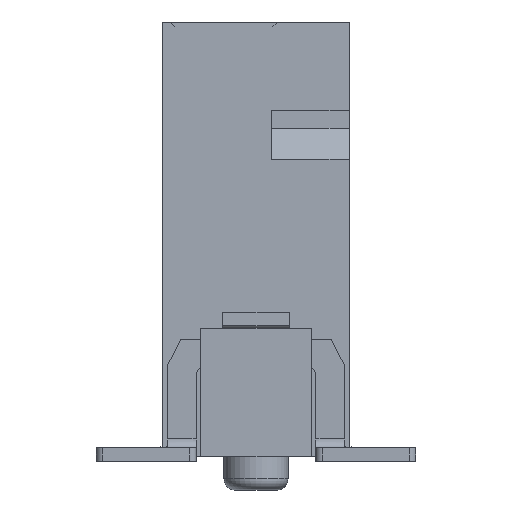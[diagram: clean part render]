
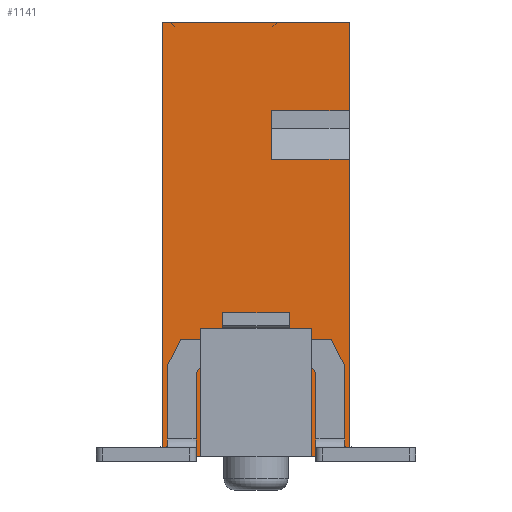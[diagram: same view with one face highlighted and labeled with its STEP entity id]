
A CAD part, left-side view. The second image highlights one B-rep face of the part: STEP entity #1141.
In plain terms, the highlighted planar face has unit normal (-1, 0, 0).
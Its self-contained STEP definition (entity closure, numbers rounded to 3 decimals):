
#125=CARTESIAN_POINT('',(-22.955,2.1,9.8));
#126=VERTEX_POINT('',#125);
#133=CARTESIAN_POINT('',(-22.955,-2.1,9.8));
#134=VERTEX_POINT('',#133);
#135=CARTESIAN_POINT('',(-22.955,2.1,9.8));
#136=DIRECTION('',(0.,-1.,0.));
#137=VECTOR('',#136,4.2);
#138=LINE('',#135,#137);
#139=EDGE_CURVE('',#126,#134,#138,.T.);
#471=CARTESIAN_POINT('',(-22.955,-2.1,6.71));
#472=VERTEX_POINT('',#471);
#489=CARTESIAN_POINT('',(-22.955,-0.35,6.71));
#490=VERTEX_POINT('',#489);
#497=CARTESIAN_POINT('',(-22.955,-0.35,6.71));
#498=DIRECTION('',(0.,-1.,0.));
#499=VECTOR('',#498,1.75);
#500=LINE('',#497,#499);
#501=EDGE_CURVE('',#490,#472,#500,.T.);
#511=CARTESIAN_POINT('',(-22.955,-0.35,7.8));
#512=VERTEX_POINT('',#511);
#513=CARTESIAN_POINT('',(-22.955,-0.35,7.8));
#514=DIRECTION('',(0.,0.,-1.));
#515=VECTOR('',#514,1.09);
#516=LINE('',#513,#515);
#517=EDGE_CURVE('',#512,#490,#516,.T.);
#544=CARTESIAN_POINT('',(-22.955,-2.1,7.8));
#545=VERTEX_POINT('',#544);
#552=CARTESIAN_POINT('',(-22.955,-2.1,7.8));
#553=DIRECTION('',(0.,1.,0.));
#554=VECTOR('',#553,1.75);
#555=LINE('',#552,#554);
#556=EDGE_CURVE('',#545,#512,#555,.T.);
#974=CARTESIAN_POINT('',(-22.955,0.,4.9));
#975=DIRECTION('',(0.,-1.,0.));
#976=DIRECTION('',(-1.,0.,0.));
#977=AXIS2_PLACEMENT_3D('',#974,#976,#975);
#978=PLANE('',#977);
#979=CARTESIAN_POINT('',(-22.955,-0.7,1.));
#980=VERTEX_POINT('',#979);
#981=CARTESIAN_POINT('',(-22.955,-0.75,1.));
#982=VERTEX_POINT('',#981);
#983=CARTESIAN_POINT('',(-22.955,-0.7,1.));
#984=DIRECTION('',(0.,-1.,0.));
#985=VECTOR('',#984,0.05);
#986=LINE('',#983,#985);
#987=EDGE_CURVE('',#980,#982,#986,.T.);
#988=ORIENTED_EDGE('',*,*,#987,.T.);
#989=CARTESIAN_POINT('',(-22.955,-0.75,1.75));
#990=VERTEX_POINT('',#989);
#991=CARTESIAN_POINT('',(-22.955,-0.75,1.));
#992=DIRECTION('',(0.,0.,1.));
#993=VECTOR('',#992,0.75);
#994=LINE('',#991,#993);
#995=EDGE_CURVE('',#982,#990,#994,.T.);
#996=ORIENTED_EDGE('',*,*,#995,.T.);
#997=CARTESIAN_POINT('',(-22.955,-0.9,1.9));
#998=VERTEX_POINT('',#997);
#999=CARTESIAN_POINT('',(-22.955,-0.75,1.75));
#1000=DIRECTION('',(0.,-0.707,0.707));
#1001=VECTOR('',#1000,0.212);
#1002=LINE('',#999,#1001);
#1003=EDGE_CURVE('',#990,#998,#1002,.T.);
#1004=ORIENTED_EDGE('',*,*,#1003,.T.);
#1005=CARTESIAN_POINT('',(-22.955,-1.1,1.9));
#1006=VERTEX_POINT('',#1005);
#1007=CARTESIAN_POINT('',(-22.955,-0.9,1.9));
#1008=DIRECTION('',(0.,-1.,0.));
#1009=VECTOR('',#1008,0.2);
#1010=LINE('',#1007,#1009);
#1011=EDGE_CURVE('',#998,#1006,#1010,.T.);
#1012=ORIENTED_EDGE('',*,*,#1011,.T.);
#1013=CARTESIAN_POINT('',(-22.955,-1.25,1.75));
#1014=VERTEX_POINT('',#1013);
#1015=CARTESIAN_POINT('',(-22.955,-1.1,1.9));
#1016=DIRECTION('',(0.,-0.707,-0.707));
#1017=VECTOR('',#1016,0.212);
#1018=LINE('',#1015,#1017);
#1019=EDGE_CURVE('',#1006,#1014,#1018,.T.);
#1020=ORIENTED_EDGE('',*,*,#1019,.T.);
#1021=CARTESIAN_POINT('',(-22.955,-1.25,0.));
#1022=VERTEX_POINT('',#1021);
#1023=CARTESIAN_POINT('',(-22.955,-1.25,1.75));
#1024=DIRECTION('',(0.,0.,-1.));
#1025=VECTOR('',#1024,1.75);
#1026=LINE('',#1023,#1025);
#1027=EDGE_CURVE('',#1014,#1022,#1026,.T.);
#1028=ORIENTED_EDGE('',*,*,#1027,.T.);
#1029=CARTESIAN_POINT('',(-22.955,-2.1,0.));
#1030=VERTEX_POINT('',#1029);
#1031=CARTESIAN_POINT('',(-22.955,-1.25,0.));
#1032=DIRECTION('',(0.,-1.,0.));
#1033=VECTOR('',#1032,0.85);
#1034=LINE('',#1031,#1033);
#1035=EDGE_CURVE('',#1022,#1030,#1034,.T.);
#1036=ORIENTED_EDGE('',*,*,#1035,.T.);
#1037=CARTESIAN_POINT('',(-22.955,-2.1,0.));
#1038=DIRECTION('',(0.,0.,1.));
#1039=VECTOR('',#1038,6.71);
#1040=LINE('',#1037,#1039);
#1041=EDGE_CURVE('',#1030,#472,#1040,.T.);
#1042=ORIENTED_EDGE('',*,*,#1041,.T.);
#1043=ORIENTED_EDGE('',*,*,#501,.F.);
#1044=ORIENTED_EDGE('',*,*,#517,.F.);
#1045=ORIENTED_EDGE('',*,*,#556,.F.);
#1046=CARTESIAN_POINT('',(-22.955,-2.1,7.8));
#1047=DIRECTION('',(0.,0.,1.));
#1048=VECTOR('',#1047,2.);
#1049=LINE('',#1046,#1048);
#1050=EDGE_CURVE('',#545,#134,#1049,.T.);
#1051=ORIENTED_EDGE('',*,*,#1050,.T.);
#1052=ORIENTED_EDGE('',*,*,#139,.F.);
#1053=CARTESIAN_POINT('',(-22.955,2.1,0.));
#1054=VERTEX_POINT('',#1053);
#1055=CARTESIAN_POINT('',(-22.955,2.1,9.8));
#1056=DIRECTION('',(0.,0.,-1.));
#1057=VECTOR('',#1056,9.8);
#1058=LINE('',#1055,#1057);
#1059=EDGE_CURVE('',#126,#1054,#1058,.T.);
#1060=ORIENTED_EDGE('',*,*,#1059,.T.);
#1061=CARTESIAN_POINT('',(-22.955,1.25,0.));
#1062=VERTEX_POINT('',#1061);
#1063=CARTESIAN_POINT('',(-22.955,2.1,0.));
#1064=DIRECTION('',(0.,-1.,0.));
#1065=VECTOR('',#1064,0.85);
#1066=LINE('',#1063,#1065);
#1067=EDGE_CURVE('',#1054,#1062,#1066,.T.);
#1068=ORIENTED_EDGE('',*,*,#1067,.T.);
#1069=CARTESIAN_POINT('',(-22.955,1.25,1.75));
#1070=VERTEX_POINT('',#1069);
#1071=CARTESIAN_POINT('',(-22.955,1.25,0.));
#1072=DIRECTION('',(0.,0.,1.));
#1073=VECTOR('',#1072,1.75);
#1074=LINE('',#1071,#1073);
#1075=EDGE_CURVE('',#1062,#1070,#1074,.T.);
#1076=ORIENTED_EDGE('',*,*,#1075,.T.);
#1077=CARTESIAN_POINT('',(-22.955,1.1,1.9));
#1078=VERTEX_POINT('',#1077);
#1079=CARTESIAN_POINT('',(-22.955,1.25,1.75));
#1080=DIRECTION('',(0.,-0.707,0.707));
#1081=VECTOR('',#1080,0.212);
#1082=LINE('',#1079,#1081);
#1083=EDGE_CURVE('',#1070,#1078,#1082,.T.);
#1084=ORIENTED_EDGE('',*,*,#1083,.T.);
#1085=CARTESIAN_POINT('',(-22.955,0.9,1.9));
#1086=VERTEX_POINT('',#1085);
#1087=CARTESIAN_POINT('',(-22.955,1.1,1.9));
#1088=DIRECTION('',(0.,-1.,0.));
#1089=VECTOR('',#1088,0.2);
#1090=LINE('',#1087,#1089);
#1091=EDGE_CURVE('',#1078,#1086,#1090,.T.);
#1092=ORIENTED_EDGE('',*,*,#1091,.T.);
#1093=CARTESIAN_POINT('',(-22.955,0.75,1.75));
#1094=VERTEX_POINT('',#1093);
#1095=CARTESIAN_POINT('',(-22.955,0.9,1.9));
#1096=DIRECTION('',(0.,-0.707,-0.707));
#1097=VECTOR('',#1096,0.212);
#1098=LINE('',#1095,#1097);
#1099=EDGE_CURVE('',#1086,#1094,#1098,.T.);
#1100=ORIENTED_EDGE('',*,*,#1099,.T.);
#1101=CARTESIAN_POINT('',(-22.955,0.75,1.));
#1102=VERTEX_POINT('',#1101);
#1103=CARTESIAN_POINT('',(-22.955,0.75,1.75));
#1104=DIRECTION('',(0.,0.,-1.));
#1105=VECTOR('',#1104,0.75);
#1106=LINE('',#1103,#1105);
#1107=EDGE_CURVE('',#1094,#1102,#1106,.T.);
#1108=ORIENTED_EDGE('',*,*,#1107,.T.);
#1109=CARTESIAN_POINT('',(-22.955,0.7,1.));
#1110=VERTEX_POINT('',#1109);
#1111=CARTESIAN_POINT('',(-22.955,0.75,1.));
#1112=DIRECTION('',(0.,-1.,0.));
#1113=VECTOR('',#1112,0.05);
#1114=LINE('',#1111,#1113);
#1115=EDGE_CURVE('',#1102,#1110,#1114,.T.);
#1116=ORIENTED_EDGE('',*,*,#1115,.T.);
#1117=CARTESIAN_POINT('',(-22.955,0.7,0.1));
#1118=VERTEX_POINT('',#1117);
#1119=CARTESIAN_POINT('',(-22.955,0.7,1.));
#1120=DIRECTION('',(0.,0.,-1.));
#1121=VECTOR('',#1120,0.9);
#1122=LINE('',#1119,#1121);
#1123=EDGE_CURVE('',#1110,#1118,#1122,.T.);
#1124=ORIENTED_EDGE('',*,*,#1123,.T.);
#1125=CARTESIAN_POINT('',(-22.955,-0.7,0.1));
#1126=VERTEX_POINT('',#1125);
#1127=CARTESIAN_POINT('',(-22.955,0.7,0.1));
#1128=DIRECTION('',(0.,-1.,0.));
#1129=VECTOR('',#1128,1.4);
#1130=LINE('',#1127,#1129);
#1131=EDGE_CURVE('',#1118,#1126,#1130,.T.);
#1132=ORIENTED_EDGE('',*,*,#1131,.T.);
#1133=CARTESIAN_POINT('',(-22.955,-0.7,0.1));
#1134=DIRECTION('',(0.,0.,1.));
#1135=VECTOR('',#1134,0.9);
#1136=LINE('',#1133,#1135);
#1137=EDGE_CURVE('',#1126,#980,#1136,.T.);
#1138=ORIENTED_EDGE('',*,*,#1137,.T.);
#1139=EDGE_LOOP('',(#988,#996,#1004,#1012,#1020,#1028,#1036,#1042,#1043,#1044,#1045,#1051,#1052,#1060,#1068,#1076,#1084,#1092,#1100,#1108,#1116,#1124,#1132,#1138));
#1140=FACE_OUTER_BOUND('',#1139,.T.);
#1141=ADVANCED_FACE('',(#1140),#978,.T.);
